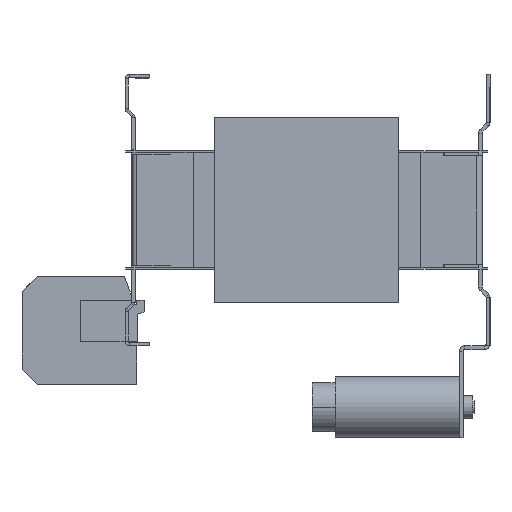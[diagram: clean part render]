
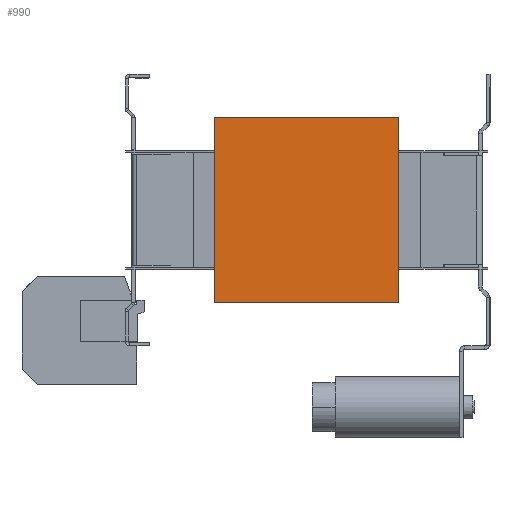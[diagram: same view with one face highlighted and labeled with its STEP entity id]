
A CAD part, left-side view. The second image highlights one B-rep face of the part: STEP entity #990.
In plain terms, the highlighted planar face has unit normal (-1, 0, 0).
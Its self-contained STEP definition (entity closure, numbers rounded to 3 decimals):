
#3 = ORIENTED_EDGE ( 'NONE', *, *, #5706, .F. ) ;
#479 = LINE ( 'NONE', #12486, #13913 ) ;
#577 = CARTESIAN_POINT ( 'NONE',  ( -149., -60., -36.5 ) ) ;
#990 = ADVANCED_FACE ( 'NONE', ( #3947 ), #7201, .F. ) ;
#1728 = DIRECTION ( 'NONE',  ( 0., 0., -1. ) ) ;
#3198 = LINE ( 'NONE', #20276, #7126 ) ;
#3947 = FACE_OUTER_BOUND ( 'NONE', #14440, .T. ) ;
#4044 = CARTESIAN_POINT ( 'NONE',  ( -149., 60., -36.5 ) ) ;
#4257 = DIRECTION ( 'NONE',  ( 0., 0., -1. ) ) ;
#5114 = EDGE_CURVE ( 'NONE', #8273, #13312, #3198, .T. ) ;
#5226 = ORIENTED_EDGE ( 'NONE', *, *, #5114, .F. ) ;
#5289 = DIRECTION ( 'NONE',  ( 0., 0., 1. ) ) ;
#5706 = EDGE_CURVE ( 'NONE', #13312, #13765, #479, .T. ) ;
#7126 = VECTOR ( 'NONE', #1728, 1000. ) ;
#7201 = PLANE ( 'NONE',  #18999 ) ;
#7325 = DIRECTION ( 'NONE',  ( 0., 1., 0. ) ) ;
#8273 = VERTEX_POINT ( 'NONE', #17346 ) ;
#9064 = CARTESIAN_POINT ( 'NONE',  ( -149., 60., -60.5 ) ) ;
#9408 = ORIENTED_EDGE ( 'NONE', *, *, #17216, .T. ) ;
#11903 = CARTESIAN_POINT ( 'NONE',  ( -149., -60., 60.5 ) ) ;
#12361 = LINE ( 'NONE', #4044, #18410 ) ;
#12486 = CARTESIAN_POINT ( 'NONE',  ( -149., -60., -60.5 ) ) ;
#13312 = VERTEX_POINT ( 'NONE', #19195 ) ;
#13573 = LINE ( 'NONE', #11903, #14071 ) ;
#13765 = VERTEX_POINT ( 'NONE', #9064 ) ;
#13904 = DIRECTION ( 'NONE',  ( 0., 1., 0. ) ) ;
#13913 = VECTOR ( 'NONE', #7325, 1000. ) ;
#14071 = VECTOR ( 'NONE', #13904, 1000. ) ;
#14440 = EDGE_LOOP ( 'NONE', ( #16403, #3, #5226, #9408 ) ) ;
#16403 = ORIENTED_EDGE ( 'NONE', *, *, #18826, .T. ) ;
#17216 = EDGE_CURVE ( 'NONE', #8273, #20324, #13573, .T. ) ;
#17346 = CARTESIAN_POINT ( 'NONE',  ( -149., -60., 60.5 ) ) ;
#18410 = VECTOR ( 'NONE', #4257, 1000. ) ;
#18826 = EDGE_CURVE ( 'NONE', #20324, #13765, #12361, .T. ) ;
#18999 = AXIS2_PLACEMENT_3D ( 'NONE', #577, #20791, #5289 ) ;
#19195 = CARTESIAN_POINT ( 'NONE',  ( -149., -60., -60.5 ) ) ;
#20276 = CARTESIAN_POINT ( 'NONE',  ( -149., -60., -36.5 ) ) ;
#20324 = VERTEX_POINT ( 'NONE', #20870 ) ;
#20791 = DIRECTION ( 'NONE',  ( 1., 0., 0. ) ) ;
#20870 = CARTESIAN_POINT ( 'NONE',  ( -149., 60., 60.5 ) ) ;
